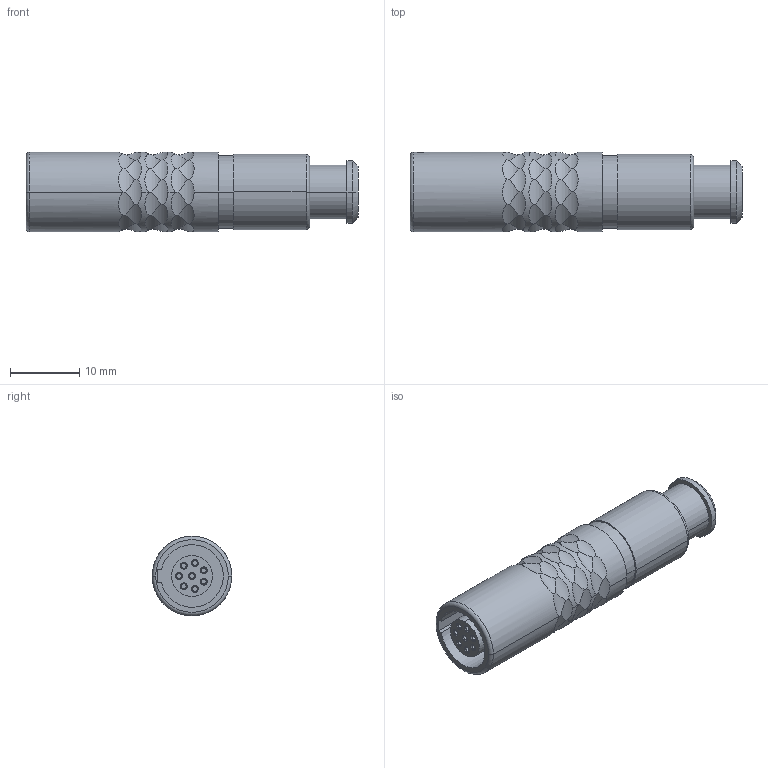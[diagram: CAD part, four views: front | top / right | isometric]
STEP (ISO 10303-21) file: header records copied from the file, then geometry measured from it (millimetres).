
FILE_DESCRIPTION((''),'2;1');
FILE_NAME('K21L0C-P08L','2013-01-21T',('RTrager'),(''),'PRO/ENGINEER BY PARAMETRIC TECHNOLOGY CORPORATION, 2010330','PRO/ENGINEER BY PARAMETRIC TECHNOLOGY CORPORATION, 2010330','');
FILE_SCHEMA(('CONFIG_CONTROL_DESIGN'));
Length unit declared in the file: millimetre
Products named in the file (1): K21L0C-P08L
Bounding box: 48 x 11.5 x 11.5 mm (x, y, z)
Volume: 3209.3 mm3; surface area: 3157.6 mm2
Topology: 1 solids, 1 shells, 231 faces, 576 edges, 372 vertices
Faces by surface type: cylinder 150, plane 44, cone 18, torus 11, bspline 8
Entity records: 8354 total; most frequent: CARTESIAN_POINT 3109, ORIENTED_EDGE 1152, DIRECTION 980, EDGE_CURVE 576, AXIS2_PLACEMENT_3D 411, VERTEX_POINT 372, EDGE_LOOP 256, FACE_OUTER_BOUND 231
